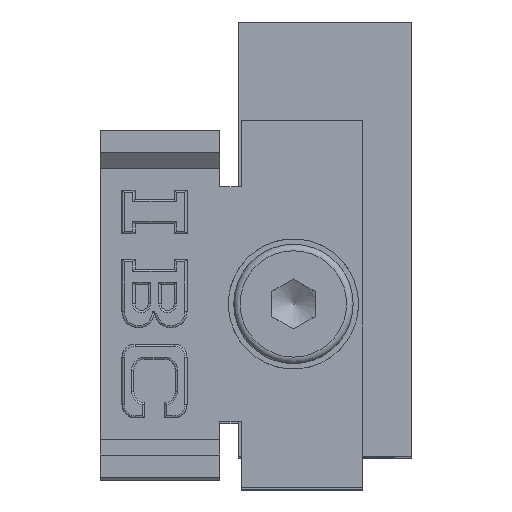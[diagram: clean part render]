
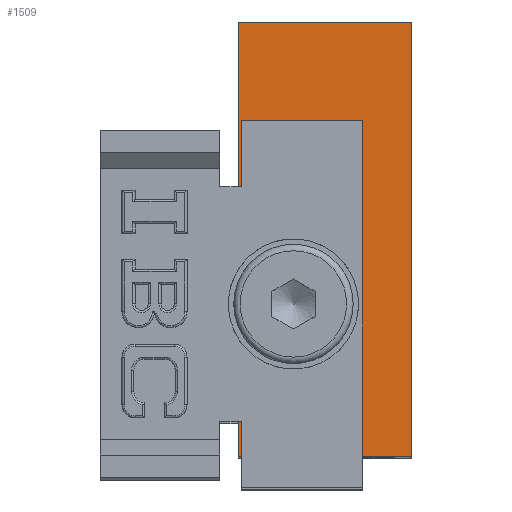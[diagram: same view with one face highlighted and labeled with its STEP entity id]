
A CAD part, top view. The second image highlights one B-rep face of the part: STEP entity #1509.
In plain terms, the highlighted planar face has unit normal (0, 0, 1).
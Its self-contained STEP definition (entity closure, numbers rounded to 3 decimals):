
#555=CARTESIAN_POINT('',(3.78,7.,60.0));
#556=VERTEX_POINT('',#555);
#557=CARTESIAN_POINT('',(2.55,7.,60.0));
#558=DIRECTION('',(0.0,0.0,-1.0));
#559=DIRECTION('',(1.0,0.0,0.0));
#560=AXIS2_PLACEMENT_3D('',#557,#558,#559);
#561=CIRCLE('',#560,1.23);
#562=EDGE_CURVE('',#556,#556,#561,.T.);
#1325=CARTESIAN_POINT('',(0.0,0.0,60.0));
#1326=VERTEX_POINT('',#1325);
#1327=CARTESIAN_POINT('',(0.0,20.0,60.0));
#1328=VERTEX_POINT('',#1327);
#1329=CARTESIAN_POINT('',(0.0,0.0,60.0));
#1330=DIRECTION('',(0.0,1.0,0.0));
#1331=VECTOR('',#1330,20.0);
#1332=LINE('',#1329,#1331);
#1333=EDGE_CURVE('',#1326,#1328,#1332,.T.);
#1374=CARTESIAN_POINT('',(8.0,20.0,60.0));
#1375=VERTEX_POINT('',#1374);
#1376=CARTESIAN_POINT('',(0.0,20.0,60.0));
#1377=DIRECTION('',(1.0,0.0,0.0));
#1378=VECTOR('',#1377,8.0);
#1379=LINE('',#1376,#1378);
#1380=EDGE_CURVE('',#1328,#1375,#1379,.T.);
#1411=CARTESIAN_POINT('',(8.,0.,60.0));
#1412=VERTEX_POINT('',#1411);
#1413=CARTESIAN_POINT('',(8.0,20.0,60.0));
#1414=DIRECTION('',(0.0,-1.0,0.0));
#1415=VECTOR('',#1414,20.0);
#1416=LINE('',#1413,#1415);
#1417=EDGE_CURVE('',#1375,#1412,#1416,.T.);
#1457=CARTESIAN_POINT('',(8.,0.,60.0));
#1458=DIRECTION('',(-1.0,0.0,0.0));
#1459=VECTOR('',#1458,8.);
#1460=LINE('',#1457,#1459);
#1461=EDGE_CURVE('',#1412,#1326,#1460,.T.);
#1495=CARTESIAN_POINT('',(4.,10.,60.0));
#1496=DIRECTION('',(0.0,0.0,1.0));
#1497=DIRECTION('',(1.0,0.0,0.0));
#1498=AXIS2_PLACEMENT_3D('',#1495,#1496,#1497);
#1499=PLANE('',#1498);
#1500=ORIENTED_EDGE('',*,*,#1333,.F.);
#1501=ORIENTED_EDGE('',*,*,#1461,.F.);
#1502=ORIENTED_EDGE('',*,*,#1417,.F.);
#1503=ORIENTED_EDGE('',*,*,#1380,.F.);
#1504=EDGE_LOOP('',(#1500,#1501,#1502,#1503));
#1505=FACE_OUTER_BOUND('',#1504,.T.);
#1506=ORIENTED_EDGE('',*,*,#562,.T.);
#1507=EDGE_LOOP('',(#1506));
#1508=FACE_BOUND('',#1507,.T.);
#1509=ADVANCED_FACE('',(#1505,#1508),#1499,.T.);
